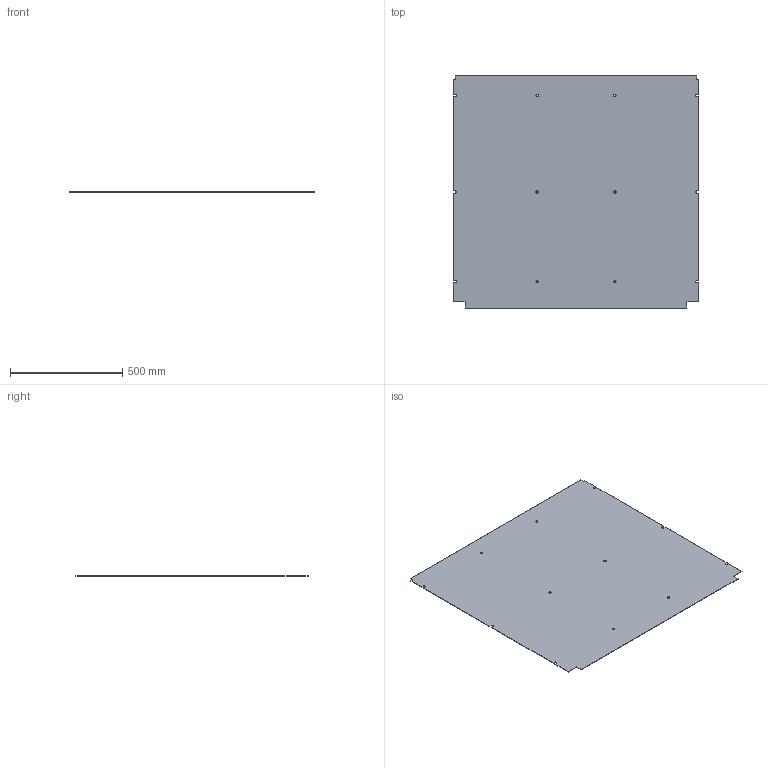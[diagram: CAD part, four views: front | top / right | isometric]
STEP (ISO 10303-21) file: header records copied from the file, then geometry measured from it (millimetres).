
FILE_DESCRIPTION((''),'2;1');
FILE_NAME('ASM0001_ASM','2022-05-23T14:54:23',('klemen.sitar'),('Audax d.o.o.'),'CREO PARAMETRIC BY PTC INC, 2021304','CREO PARAMETRIC BY PTC INC, 2021304','');
FILE_SCHEMA(('AP242_MANAGED_MODEL_BASED_3D_ENGINEERING_MIM_LF { 1 0 10303 442 1 1 4 }'));
Length unit declared in the file: millimetre
Products named in the file (2): A21; ASM0001_ASM
Assembly tree (1 placements, depth 2):
  ASM0001_ASM
    A21
Bounding box: 1095 x 1035 x 2 mm (x, y, z)
Volume: 2257673.2 mm3; surface area: 2266856.1 mm2
Topology: 1 solids, 1 shells, 51 faces, 153 edges, 104 vertices
Faces by surface type: plane 33, cylinder 18
Entity records: 2755 total; most frequent: CARTESIAN_POINT 316, ORIENTED_EDGE 306, DIRECTION 305, PRESENTATION_STYLE_ASSIGNMENT 206, STYLED_ITEM 206, CURVE_STYLE 154, EDGE_CURVE 153, VECTOR 111
